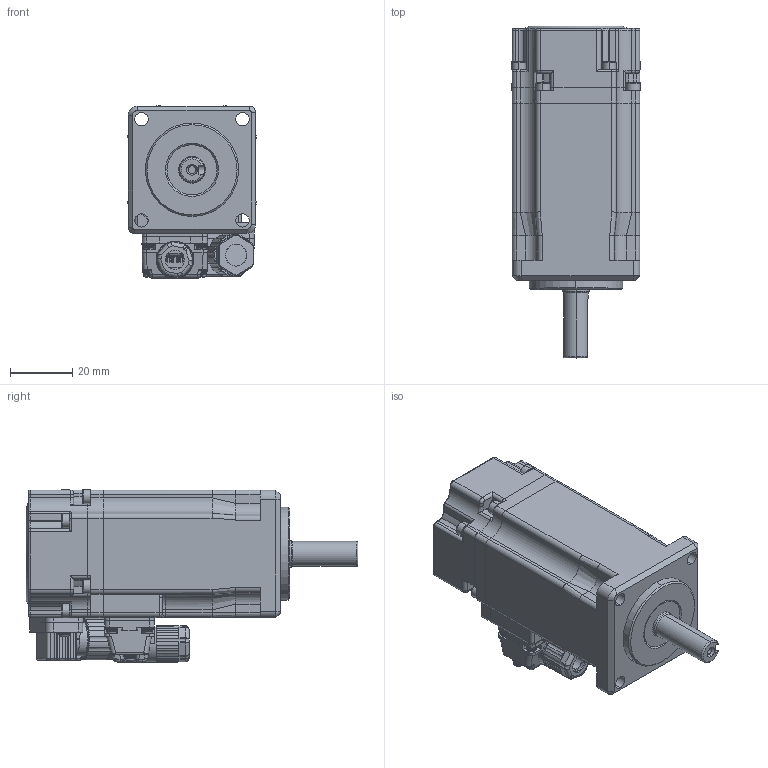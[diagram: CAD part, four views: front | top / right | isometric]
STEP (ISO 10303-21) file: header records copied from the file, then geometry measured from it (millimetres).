
FILE_DESCRIPTION((''),'2;1');
FILE_NAME('40_100W_L_81_5_ASM','2023-11-21T',('Administrator'),(''),'CREO PARAMETRIC BY PTC INC, 2014440','CREO PARAMETRIC BY PTC INC, 2014440','');
FILE_SCHEMA(('AUTOMOTIVE_DESIGN { 1 0 10303 214 1 1 1 1 }'));
Products named in the file (11): GB_UT_70_1-2008________________; 1010535_7__; _6P_________2023_05_06; PRODUCT_136749; PRODUCT_165413_ASM; 152204__; 40___________1_; 1020177; 40_100W_______L_101_5_ASM; PRODUCT_74082; 40_100W_L_81_5_ASM
Assembly tree (17 placements, depth 4):
  40_100W_L_81_5_ASM
    40_100W_______L_101_5_ASM
      GB_UT_70_1-2008________________  x8
      1010535_7__
      _6P_________2023_05_06
      PRODUCT_165413_ASM
        PRODUCT_136749
      152204__
      40___________1_
      1020177
    PRODUCT_74082
Bounding box: 41.31 x 106.8 x 55.6 mm (x, y, z)
Volume: 128680.9 mm3; surface area: 37328 mm2
Topology: 14 solids, 37 shells, 3927 faces, 10812 edges, 6927 vertices
Faces by surface type: plane 2130, cylinder 1253, torus 214, bspline 147, cone 135, sphere 30, extrusion 14, revolution 4
Entity records: 201647 total; most frequent: CARTESIAN_POINT 64294, ORIENTED_EDGE 20913, DIRECTION 18959, PRESENTATION_STYLE_ASSIGNMENT 11511, EDGE_CURVE 10483, STYLED_ITEM 10160, CURVE_STYLE 9912, VERTEX_POINT 6731
